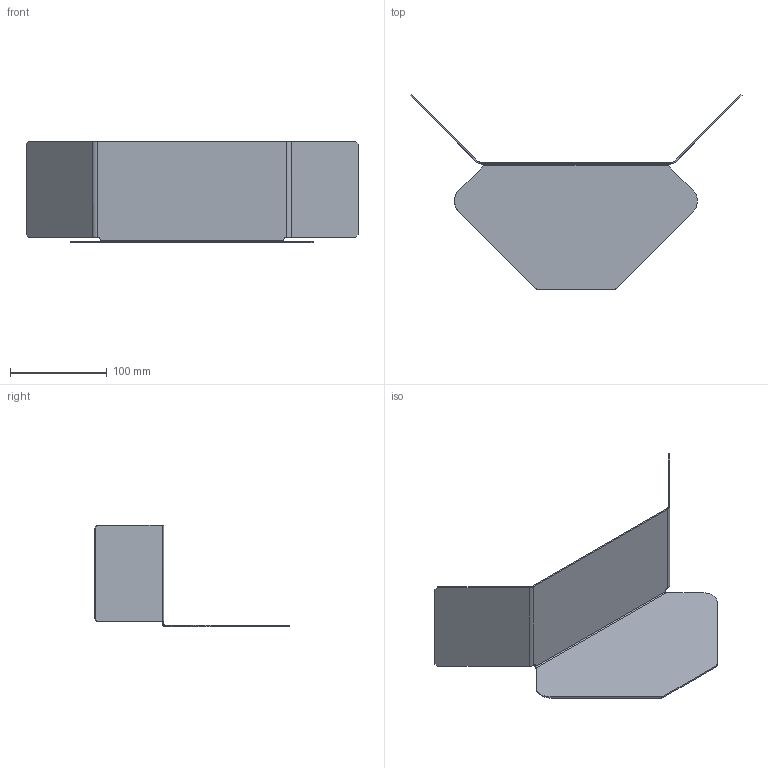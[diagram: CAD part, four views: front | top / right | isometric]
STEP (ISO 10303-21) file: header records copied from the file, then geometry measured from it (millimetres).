
FILE_DESCRIPTION(/* description */ (''),/* implementation_level */ '2;1');
FILE_NAME(/* name */ '6069339',/* time_stamp */ '2014-04-29T14:59:58+02:00',/* author */ (''),/* organization */ (''),/* preprocessor_version */ 'ST-DEVELOPER v15',/* originating_system */ '',/* authorisation */ '');
FILE_SCHEMA (('AUTOMOTIVE_DESIGN'));
Length unit declared in the file: millimetre
Products named in the file (1): Document
Bounding box: 343.03 x 201.77 x 105 mm (x, y, z)
Volume: 97409.6 mm3; surface area: 131740 mm2
Topology: 1 solids, 1 shells, 51 faces, 123 edges, 74 vertices
Faces by surface type: plane 34, bspline 17
Entity records: 1498 total; most frequent: CARTESIAN_POINT 680, ORIENTED_EDGE 246, EDGE_CURVE 123, B_SPLINE_CURVE_WITH_KNOTS 93, VERTEX_POINT 74, ADVANCED_FACE 51, FACE_OUTER_BOUND 51, EDGE_LOOP 51
